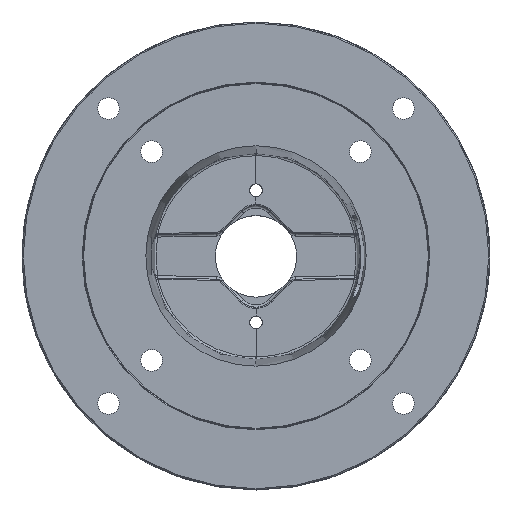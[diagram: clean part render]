
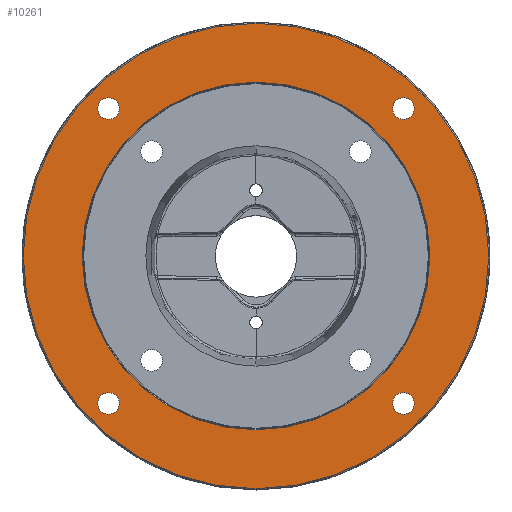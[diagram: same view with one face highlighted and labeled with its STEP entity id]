
A CAD part, top view. The second image highlights one B-rep face of the part: STEP entity #10261.
In plain terms, the highlighted planar face has unit normal (0, 0, 1).
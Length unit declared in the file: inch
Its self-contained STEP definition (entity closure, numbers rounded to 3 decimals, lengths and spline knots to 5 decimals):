
#35=CARTESIAN_POINT('',(0.,0.,-0.08));
#36=DIRECTION('',(0.,0.,1.));
#37=DIRECTION('',(0.,1.,0.));
#38=AXIS2_PLACEMENT_3D('',#35,#36,#37);
#44=CARTESIAN_POINT('',(0.,0.,-0.08));
#45=DIRECTION('',(0.,0.,-1.));
#46=DIRECTION('',(0.,1.,0.));
#47=AXIS2_PLACEMENT_3D('',#44,#45,#46);
#628=CARTESIAN_POINT('',(-3.62392,3.62392,-0.08));
#629=DIRECTION('',(0.,0.,-1.));
#630=DIRECTION('',(-0.707,0.707,0.));
#631=AXIS2_PLACEMENT_3D('',#628,#629,#630);
#633=CARTESIAN_POINT('',(-3.62392,3.62392,-0.08));
#634=DIRECTION('',(0.,0.,-1.));
#635=DIRECTION('',(0.707,-0.707,0.));
#636=AXIS2_PLACEMENT_3D('',#633,#634,#635);
#638=CARTESIAN_POINT('',(-3.62392,-3.62392,-0.08));
#639=DIRECTION('',(0.,0.,-1.));
#640=DIRECTION('',(-0.707,-0.707,0.));
#641=AXIS2_PLACEMENT_3D('',#638,#639,#640);
#643=CARTESIAN_POINT('',(-3.62392,-3.62392,-0.08));
#644=DIRECTION('',(0.,0.,-1.));
#645=DIRECTION('',(0.707,0.707,0.));
#646=AXIS2_PLACEMENT_3D('',#643,#644,#645);
#648=CARTESIAN_POINT('',(3.62392,-3.62392,-0.08));
#649=DIRECTION('',(0.,0.,-1.));
#650=DIRECTION('',(0.707,-0.707,0.));
#651=AXIS2_PLACEMENT_3D('',#648,#649,#650);
#653=CARTESIAN_POINT('',(3.62392,-3.62392,-0.08));
#654=DIRECTION('',(0.,0.,-1.));
#655=DIRECTION('',(-0.707,0.707,0.));
#656=AXIS2_PLACEMENT_3D('',#653,#654,#655);
#658=CARTESIAN_POINT('',(3.62392,3.62392,-0.08));
#659=DIRECTION('',(0.,0.,-1.));
#660=DIRECTION('',(0.707,0.707,0.));
#661=AXIS2_PLACEMENT_3D('',#658,#659,#660);
#663=CARTESIAN_POINT('',(3.62392,3.62392,-0.08));
#664=DIRECTION('',(0.,0.,-1.));
#665=DIRECTION('',(-0.707,-0.707,0.));
#666=AXIS2_PLACEMENT_3D('',#663,#664,#665);
#668=CARTESIAN_POINT('',(0.,0.,-0.08));
#669=DIRECTION('',(0.,0.,1.));
#670=DIRECTION('',(0.,1.,0.));
#671=AXIS2_PLACEMENT_3D('',#668,#669,#670);
#673=CARTESIAN_POINT('',(0.,0.,-0.08));
#674=DIRECTION('',(0.,0.,1.));
#675=DIRECTION('',(0.,-1.,0.));
#676=AXIS2_PLACEMENT_3D('',#673,#674,#675);
#8930=CARTESIAN_POINT('',(0.,5.72,-0.08));
#8931=CARTESIAN_POINT('',(0.,-5.72,-0.08));
#8932=VERTEX_POINT('',#8930);
#8933=VERTEX_POINT('',#8931);
#8954=CARTESIAN_POINT('',(-3.81131,3.81131,-0.08));
#8955=CARTESIAN_POINT('',(-3.43654,3.43654,-0.08));
#8956=VERTEX_POINT('',#8954);
#8957=VERTEX_POINT('',#8955);
#8998=CARTESIAN_POINT('',(-3.81131,-3.81131,-0.08));
#8999=CARTESIAN_POINT('',(-3.43654,-3.43654,-0.08));
#9000=VERTEX_POINT('',#8998);
#9001=VERTEX_POINT('',#8999);
#9006=CARTESIAN_POINT('',(3.81131,-3.81131,-0.08));
#9007=CARTESIAN_POINT('',(3.43654,-3.43654,-0.08));
#9008=VERTEX_POINT('',#9006);
#9009=VERTEX_POINT('',#9007);
#9014=CARTESIAN_POINT('',(3.81131,3.81131,-0.08));
#9015=CARTESIAN_POINT('',(3.43654,3.43654,-0.08));
#9016=VERTEX_POINT('',#9014);
#9017=VERTEX_POINT('',#9015);
#9034=CARTESIAN_POINT('',(0.,4.271,-0.08));
#9035=CARTESIAN_POINT('',(0.,-4.271,-0.08));
#9036=VERTEX_POINT('',#9034);
#9037=VERTEX_POINT('',#9035);
#10223=CARTESIAN_POINT('',(0.,0.,-0.08));
#10224=DIRECTION('',(0.,0.,1.));
#10225=DIRECTION('',(0.,1.,0.));
#10226=AXIS2_PLACEMENT_3D('',#10223,#10224,#10225);
#10227=PLANE('',#10226);
#10228=ORIENTED_EDGE('',*,*,#9180,.T.);
#10229=ORIENTED_EDGE('',*,*,#9165,.F.);
#10230=EDGE_LOOP('',(#10228,#10229));
#10231=FACE_OUTER_BOUND('',#10230,.F.);
#10233=ORIENTED_EDGE('',*,*,#10232,.F.);
#10235=ORIENTED_EDGE('',*,*,#10234,.F.);
#10236=EDGE_LOOP('',(#10233,#10235));
#10237=FACE_BOUND('',#10236,.F.);
#10239=ORIENTED_EDGE('',*,*,#10238,.F.);
#10241=ORIENTED_EDGE('',*,*,#10240,.F.);
#10242=EDGE_LOOP('',(#10239,#10241));
#10243=FACE_BOUND('',#10242,.F.);
#10245=ORIENTED_EDGE('',*,*,#10244,.F.);
#10247=ORIENTED_EDGE('',*,*,#10246,.F.);
#10248=EDGE_LOOP('',(#10245,#10247));
#10249=FACE_BOUND('',#10248,.F.);
#10251=ORIENTED_EDGE('',*,*,#10250,.F.);
#10253=ORIENTED_EDGE('',*,*,#10252,.F.);
#10254=EDGE_LOOP('',(#10251,#10253));
#10255=FACE_BOUND('',#10254,.F.);
#10257=ORIENTED_EDGE('',*,*,#10256,.T.);
#10258=ORIENTED_EDGE('',*,*,#10213,.T.);
#10259=EDGE_LOOP('',(#10257,#10258));
#10260=FACE_BOUND('',#10259,.F.);
#10261=ADVANCED_FACE('',(#10231,#10237,#10243,#10249,#10255,#10260),#10227,.T.);
#39=CIRCLE('',#38,5.72);
#48=CIRCLE('',#47,5.72);
#632=CIRCLE('',#631,0.265);
#637=CIRCLE('',#636,0.265);
#642=CIRCLE('',#641,0.265);
#647=CIRCLE('',#646,0.265);
#652=CIRCLE('',#651,0.265);
#657=CIRCLE('',#656,0.265);
#662=CIRCLE('',#661,0.265);
#667=CIRCLE('',#666,0.265);
#672=CIRCLE('',#671,4.271);
#677=CIRCLE('',#676,4.271);
#9165=EDGE_CURVE('',#8932,#8933,#39,.T.);
#9180=EDGE_CURVE('',#8932,#8933,#48,.T.);
#10213=EDGE_CURVE('',#9037,#9036,#677,.T.);
#10232=EDGE_CURVE('',#8956,#8957,#632,.T.);
#10234=EDGE_CURVE('',#8957,#8956,#637,.T.);
#10238=EDGE_CURVE('',#9000,#9001,#642,.T.);
#10240=EDGE_CURVE('',#9001,#9000,#647,.T.);
#10244=EDGE_CURVE('',#9008,#9009,#652,.T.);
#10246=EDGE_CURVE('',#9009,#9008,#657,.T.);
#10250=EDGE_CURVE('',#9016,#9017,#662,.T.);
#10252=EDGE_CURVE('',#9017,#9016,#667,.T.);
#10256=EDGE_CURVE('',#9036,#9037,#672,.T.);
